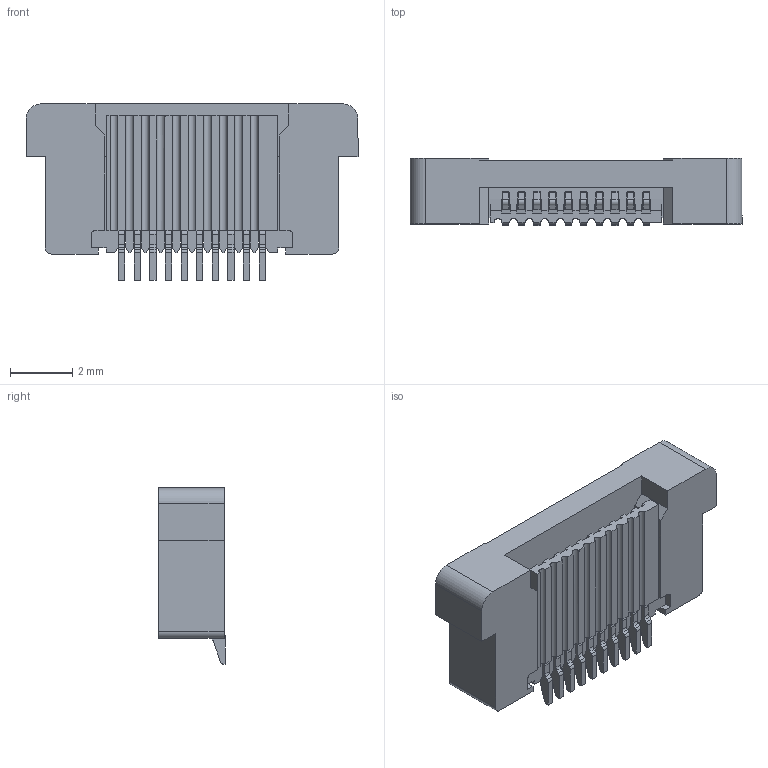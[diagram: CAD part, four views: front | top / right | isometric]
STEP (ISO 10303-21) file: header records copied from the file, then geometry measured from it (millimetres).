
FILE_DESCRIPTION (( 'STEP AP203' ), '1' );
FILE_NAME ('ZF5S-10-01-X-WT.step', '2014-08-11T16:34:34', ( 'Test' ), ( 'SAMTEC' ), 'SwSTEP 2.0', 'SolidWorks 2012', '' );
FILE_SCHEMA (( 'CONFIG_CONTROL_DESIGN' ));
Length unit declared in the file: millimetre
Products named in the file (1): ZF5S-10-01-X-WT
Bounding box: 10.65 x 2.14 x 5.66 mm (x, y, z)
Volume: 75.3 mm3; surface area: 360.9 mm2
Topology: 1 solids, 1 shells, 1090 faces, 3476 edges, 2298 vertices
Faces by surface type: plane 652, cylinder 438
Entity records: 38711 total; most frequent: ORIENTED_EDGE 6952, CARTESIAN_POINT 6871, DIRECTION 6574, EDGE_CURVE 3476, VECTOR 2556, LINE 2556, VERTEX_POINT 2298, AXIS2_PLACEMENT_3D 2009
